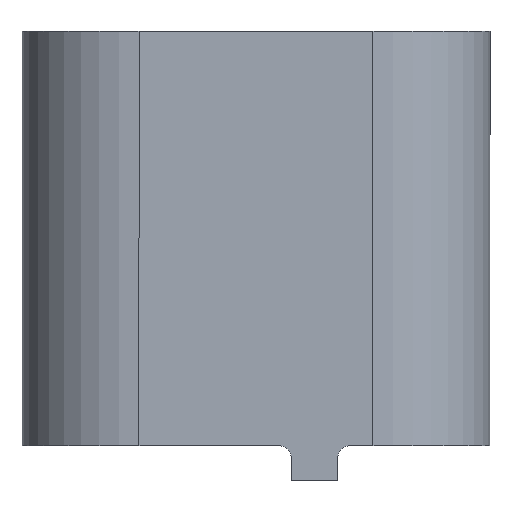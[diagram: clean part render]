
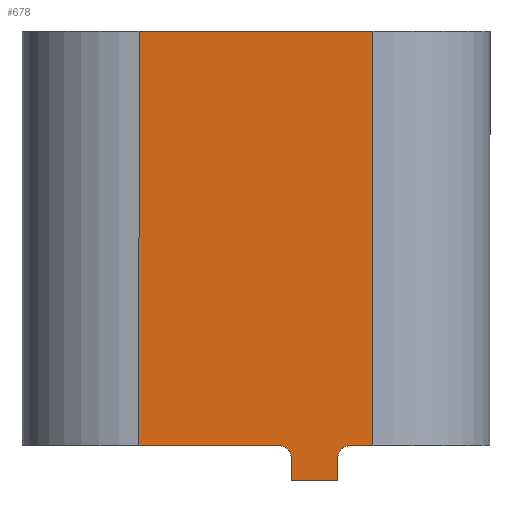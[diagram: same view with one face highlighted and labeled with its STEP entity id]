
A CAD part, front view. The second image highlights one B-rep face of the part: STEP entity #678.
In plain terms, the highlighted planar face has unit normal (0, -1, 0).
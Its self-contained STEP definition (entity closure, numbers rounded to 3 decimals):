
#3 = VERTEX_POINT ( 'NONE', #157 ) ;
#5 = VECTOR ( 'NONE', #326, 1000. ) ;
#39 = DIRECTION ( 'NONE',  ( 0., 1., 0. ) ) ;
#47 = VECTOR ( 'NONE', #456, 1000. ) ;
#48 = CIRCLE ( 'NONE', #299, 1. ) ;
#64 = AXIS2_PLACEMENT_3D ( 'NONE', #843, #39, #515 ) ;
#68 = EDGE_CURVE ( 'NONE', #281, #97, #424, .T. ) ;
#74 = LINE ( 'NONE', #860, #232 ) ;
#82 = CARTESIAN_POINT ( 'NONE',  ( 3., 0., -20.725 ) ) ;
#86 = ORIENTED_EDGE ( 'NONE', *, *, #688, .F. ) ;
#97 = VERTEX_POINT ( 'NONE', #318 ) ;
#99 = EDGE_CURVE ( 'NONE', #3, #438, #48, .T. ) ;
#119 = CARTESIAN_POINT ( 'NONE',  ( -10., 0., -17.725 ) ) ;
#120 = VECTOR ( 'NONE', #443, 1000. ) ;
#130 = LINE ( 'NONE', #511, #482 ) ;
#137 = DIRECTION ( 'NONE',  ( 0., 0., 1. ) ) ;
#138 = CARTESIAN_POINT ( 'NONE',  ( 8., 0., -17.725 ) ) ;
#139 = VERTEX_POINT ( 'NONE', #397 ) ;
#157 = CARTESIAN_POINT ( 'NONE',  ( 7., 0., -18.725 ) ) ;
#164 = EDGE_CURVE ( 'NONE', #732, #568, #130, .T. ) ;
#170 = CARTESIAN_POINT ( 'NONE',  ( 10., 0., 17.725 ) ) ;
#196 = VECTOR ( 'NONE', #742, 1000. ) ;
#227 = CARTESIAN_POINT ( 'NONE',  ( 2., 0., -18.725 ) ) ;
#232 = VECTOR ( 'NONE', #137, 1000. ) ;
#241 = LINE ( 'NONE', #295, #120 ) ;
#246 = DIRECTION ( 'NONE',  ( 0., 0., 1. ) ) ;
#270 = ORIENTED_EDGE ( 'NONE', *, *, #632, .F. ) ;
#273 = AXIS2_PLACEMENT_3D ( 'NONE', #227, #699, #685 ) ;
#275 = CIRCLE ( 'NONE', #273, 1. ) ;
#281 = VERTEX_POINT ( 'NONE', #408 ) ;
#295 = CARTESIAN_POINT ( 'NONE',  ( -10., 0., 0. ) ) ;
#299 = AXIS2_PLACEMENT_3D ( 'NONE', #662, #383, #246 ) ;
#303 = ORIENTED_EDGE ( 'NONE', *, *, #99, .T. ) ;
#310 = CARTESIAN_POINT ( 'NONE',  ( -20., 0., -17.725 ) ) ;
#316 = FACE_OUTER_BOUND ( 'NONE', #820, .T. ) ;
#318 = CARTESIAN_POINT ( 'NONE',  ( 3., 0., -20.725 ) ) ;
#324 = VERTEX_POINT ( 'NONE', #545 ) ;
#326 = DIRECTION ( 'NONE',  ( -1., 0., 0. ) ) ;
#345 = ORIENTED_EDGE ( 'NONE', *, *, #164, .T. ) ;
#349 = EDGE_CURVE ( 'NONE', #97, #324, #357, .T. ) ;
#357 = LINE ( 'NONE', #82, #196 ) ;
#362 = EDGE_CURVE ( 'NONE', #139, #568, #861, .T. ) ;
#374 = DIRECTION ( 'NONE',  ( -1., 0., 0. ) ) ;
#380 = ORIENTED_EDGE ( 'NONE', *, *, #68, .F. ) ;
#383 = DIRECTION ( 'NONE',  ( 0., 1., 0. ) ) ;
#397 = CARTESIAN_POINT ( 'NONE',  ( -10., 0., 17.725 ) ) ;
#408 = CARTESIAN_POINT ( 'NONE',  ( 7., 0., -20.725 ) ) ;
#418 = DIRECTION ( 'NONE',  ( 1., 0., 0. ) ) ;
#424 = LINE ( 'NONE', #838, #509 ) ;
#434 = ORIENTED_EDGE ( 'NONE', *, *, #547, .T. ) ;
#438 = VERTEX_POINT ( 'NONE', #138 ) ;
#443 = DIRECTION ( 'NONE',  ( 0., 0., -1. ) ) ;
#450 = LINE ( 'NONE', #310, #47 ) ;
#456 = DIRECTION ( 'NONE',  ( -1., 0., 0. ) ) ;
#480 = ORIENTED_EDGE ( 'NONE', *, *, #349, .F. ) ;
#482 = VECTOR ( 'NONE', #726, 1000. ) ;
#487 = EDGE_CURVE ( 'NONE', #501, #324, #275, .T. ) ;
#501 = VERTEX_POINT ( 'NONE', #690 ) ;
#509 = VECTOR ( 'NONE', #374, 1000. ) ;
#511 = CARTESIAN_POINT ( 'NONE',  ( 10., 0., 0. ) ) ;
#515 = DIRECTION ( 'NONE',  ( 0., 0., 1. ) ) ;
#545 = CARTESIAN_POINT ( 'NONE',  ( 3., 0., -18.725 ) ) ;
#547 = EDGE_CURVE ( 'NONE', #139, #587, #241, .T. ) ;
#557 = ORIENTED_EDGE ( 'NONE', *, *, #362, .F. ) ;
#568 = VERTEX_POINT ( 'NONE', #170 ) ;
#582 = CARTESIAN_POINT ( 'NONE',  ( -20., 0., -17.725 ) ) ;
#587 = VERTEX_POINT ( 'NONE', #119 ) ;
#632 = EDGE_CURVE ( 'NONE', #501, #587, #791, .T. ) ;
#636 = PLANE ( 'NONE',  #64 ) ;
#661 = CARTESIAN_POINT ( 'NONE',  ( 10., 0., -17.725 ) ) ;
#662 = CARTESIAN_POINT ( 'NONE',  ( 8., 0., -18.725 ) ) ;
#670 = ORIENTED_EDGE ( 'NONE', *, *, #746, .T. ) ;
#678 = ADVANCED_FACE ( 'NONE', ( #316 ), #636, .F. ) ;
#685 = DIRECTION ( 'NONE',  ( 0., 0., 1. ) ) ;
#688 = EDGE_CURVE ( 'NONE', #732, #438, #450, .T. ) ;
#690 = CARTESIAN_POINT ( 'NONE',  ( 2., 0., -17.725 ) ) ;
#699 = DIRECTION ( 'NONE',  ( 0., 1., 0. ) ) ;
#726 = DIRECTION ( 'NONE',  ( 0., 0., 1. ) ) ;
#732 = VERTEX_POINT ( 'NONE', #661 ) ;
#734 = CARTESIAN_POINT ( 'NONE',  ( -20., 0., 17.725 ) ) ;
#742 = DIRECTION ( 'NONE',  ( 0., 0., 1. ) ) ;
#746 = EDGE_CURVE ( 'NONE', #281, #3, #74, .T. ) ;
#784 = ORIENTED_EDGE ( 'NONE', *, *, #487, .T. ) ;
#785 = VECTOR ( 'NONE', #418, 1000. ) ;
#791 = LINE ( 'NONE', #582, #5 ) ;
#820 = EDGE_LOOP ( 'NONE', ( #557, #434, #270, #784, #480, #380, #670, #303, #86, #345 ) ) ;
#838 = CARTESIAN_POINT ( 'NONE',  ( 0., 0., -20.725 ) ) ;
#843 = CARTESIAN_POINT ( 'NONE',  ( 0., 0., 0. ) ) ;
#860 = CARTESIAN_POINT ( 'NONE',  ( 7., 0., -20.725 ) ) ;
#861 = LINE ( 'NONE', #734, #785 ) ;
